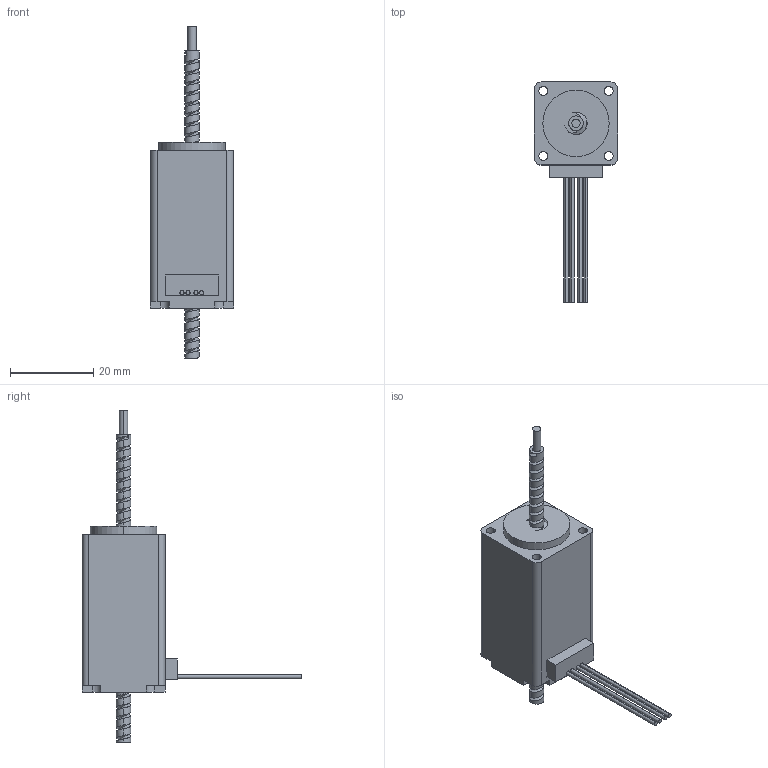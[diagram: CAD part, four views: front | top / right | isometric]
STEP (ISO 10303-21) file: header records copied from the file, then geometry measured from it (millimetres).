
FILE_DESCRIPTION(('FreeCAD Model'),'2;1');
FILE_NAME( 'MSL082ANx-4L3N00.5x.step', '2018-07-27T14:14:31',('Author'),(''), 'Open CASCADE STEP processor 6.8','FreeCAD','Unknown');
FILE_SCHEMA(('AUTOMOTIVE_DESIGN_CC2 { 1 2 10303 214 -1 1 5 4 }'));
Length unit declared in the file: millimetre
Products named in the file (2): ASSEMBLY
Assembly tree (1 placements, depth 2):
  ASSEMBLY
    (unnamed)
Bounding box: 20 x 53 x 80 mm (x, y, z)
Volume: 15102.3 mm3; surface area: 7010 mm2
Topology: 1 solids, 1 shells, 94 faces, 255 edges, 170 vertices
Faces by surface type: cylinder 59, plane 32, bspline 3
Entity records: 28272 total; most frequent: CARTESIAN_POINT 23904, DIRECTION 596, ORIENTED_EDGE 510, PCURVE 510, DEFINITIONAL_REPRESENTATION 510, B_SPLINE_CURVE_WITH_KNOTS 331, EDGE_CURVE 255, SURFACE_CURVE 255
